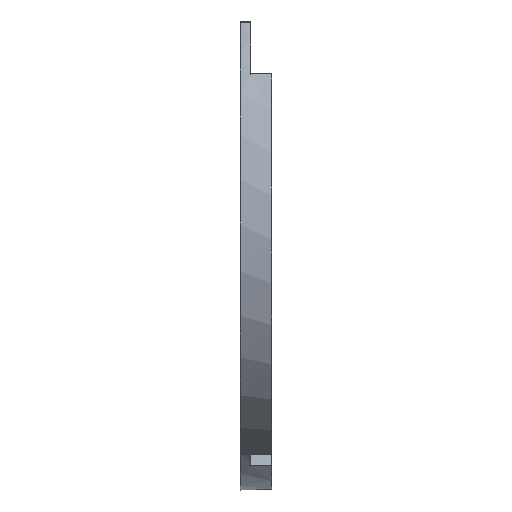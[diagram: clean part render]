
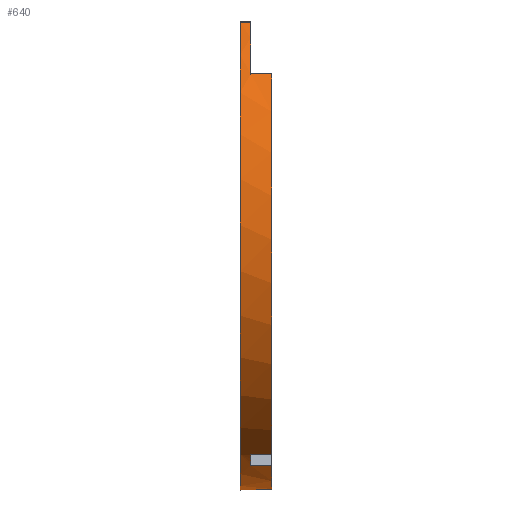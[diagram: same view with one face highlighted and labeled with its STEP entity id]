
A CAD part, left-side view. The second image highlights one B-rep face of the part: STEP entity #640.
In plain terms, the highlighted cylindrical face has radius 25.1 mm (diameter 50.2 mm), a partial arc.
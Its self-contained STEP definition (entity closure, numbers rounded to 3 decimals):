
#71=FACE_OUTER_BOUND('',#105,.T.);
#105=EDGE_LOOP('',(#557,#558,#559,#560,#561,#562,#563,#564,#565,#566,#567,
#568,#569,#570,#571,#572));
#124=LINE('',#966,#183);
#126=LINE('',#972,#185);
#135=LINE('',#1010,#194);
#140=LINE('',#1019,#199);
#141=LINE('',#1025,#200);
#146=LINE('',#1034,#205);
#166=LINE('',#1089,#225);
#167=LINE('',#1093,#226);
#183=VECTOR('',#770,10.);
#185=VECTOR('',#774,10.);
#194=VECTOR('',#813,10.);
#199=VECTOR('',#820,10.);
#200=VECTOR('',#829,10.);
#205=VECTOR('',#836,10.);
#225=VECTOR('',#896,10.);
#226=VECTOR('',#901,10.);
#239=CIRCLE('',#671,25.1);
#242=CIRCLE('',#678,25.1);
#245=CIRCLE('',#682,25.1);
#248=CIRCLE('',#686,25.1);
#250=CIRCLE('',#689,25.1);
#253=CIRCLE('',#695,25.1);
#254=CIRCLE('',#699,25.1);
#264=CIRCLE('',#719,25.1);
#277=VERTEX_POINT('',#946);
#278=VERTEX_POINT('',#948);
#283=VERTEX_POINT('',#960);
#285=VERTEX_POINT('',#964);
#286=VERTEX_POINT('',#968);
#288=VERTEX_POINT('',#971);
#291=VERTEX_POINT('',#982);
#296=VERTEX_POINT('',#993);
#297=VERTEX_POINT('',#995);
#300=VERTEX_POINT('',#1003);
#302=VERTEX_POINT('',#1009);
#305=VERTEX_POINT('',#1017);
#306=VERTEX_POINT('',#1024);
#309=VERTEX_POINT('',#1032);
#324=VERTEX_POINT('',#1087);
#325=VERTEX_POINT('',#1091);
#340=EDGE_CURVE('',#278,#277,#239,.T.);
#348=EDGE_CURVE('',#283,#285,#124,.T.);
#350=EDGE_CURVE('',#286,#288,#126,.T.);
#353=EDGE_CURVE('',#288,#285,#242,.T.);
#357=EDGE_CURVE('',#286,#291,#245,.T.);
#362=EDGE_CURVE('',#297,#296,#248,.T.);
#366=EDGE_CURVE('',#300,#283,#250,.T.);
#369=EDGE_CURVE('',#300,#302,#135,.T.);
#374=EDGE_CURVE('',#296,#305,#140,.T.);
#376=EDGE_CURVE('',#302,#305,#253,.T.);
#377=EDGE_CURVE('',#278,#306,#141,.T.);
#382=EDGE_CURVE('',#291,#309,#146,.T.);
#383=EDGE_CURVE('',#306,#309,#254,.T.);
#412=EDGE_CURVE('',#277,#324,#166,.T.);
#413=EDGE_CURVE('',#325,#324,#264,.T.);
#414=EDGE_CURVE('',#297,#325,#167,.T.);
#557=ORIENTED_EDGE('',*,*,#362,.T.);
#558=ORIENTED_EDGE('',*,*,#374,.T.);
#559=ORIENTED_EDGE('',*,*,#376,.F.);
#560=ORIENTED_EDGE('',*,*,#369,.F.);
#561=ORIENTED_EDGE('',*,*,#366,.T.);
#562=ORIENTED_EDGE('',*,*,#348,.T.);
#563=ORIENTED_EDGE('',*,*,#353,.F.);
#564=ORIENTED_EDGE('',*,*,#350,.F.);
#565=ORIENTED_EDGE('',*,*,#357,.T.);
#566=ORIENTED_EDGE('',*,*,#382,.T.);
#567=ORIENTED_EDGE('',*,*,#383,.F.);
#568=ORIENTED_EDGE('',*,*,#377,.F.);
#569=ORIENTED_EDGE('',*,*,#340,.T.);
#570=ORIENTED_EDGE('',*,*,#412,.T.);
#571=ORIENTED_EDGE('',*,*,#413,.F.);
#572=ORIENTED_EDGE('',*,*,#414,.F.);
#612=CYLINDRICAL_SURFACE('',#718,25.1);
#640=ADVANCED_FACE('',(#71),#612,.T.);
#671=AXIS2_PLACEMENT_3D('',#949,#755,#756);
#678=AXIS2_PLACEMENT_3D('',#977,#779,#780);
#682=AXIS2_PLACEMENT_3D('',#984,#788,#789);
#686=AXIS2_PLACEMENT_3D('',#996,#798,#799);
#689=AXIS2_PLACEMENT_3D('',#1004,#806,#807);
#695=AXIS2_PLACEMENT_3D('',#1022,#825,#826);
#699=AXIS2_PLACEMENT_3D('',#1036,#839,#840);
#718=AXIS2_PLACEMENT_3D('',#1090,#897,#898);
#719=AXIS2_PLACEMENT_3D('',#1092,#899,#900);
#755=DIRECTION('center_axis',(0.,1.,0.));
#756=DIRECTION('ref_axis',(1.,0.,0.));
#770=DIRECTION('',(0.,-1.,0.));
#774=DIRECTION('',(0.,-1.,0.));
#779=DIRECTION('center_axis',(0.,-1.,0.));
#780=DIRECTION('ref_axis',(1.,0.,0.));
#788=DIRECTION('center_axis',(0.,1.,0.));
#789=DIRECTION('ref_axis',(1.,0.,0.));
#798=DIRECTION('center_axis',(0.,1.,0.));
#799=DIRECTION('ref_axis',(1.,0.,0.));
#806=DIRECTION('center_axis',(0.,1.,0.));
#807=DIRECTION('ref_axis',(1.,0.,0.));
#813=DIRECTION('',(0.,-1.,0.));
#820=DIRECTION('',(0.,-1.,0.));
#825=DIRECTION('center_axis',(0.,-1.,0.));
#826=DIRECTION('ref_axis',(1.,0.,0.));
#829=DIRECTION('',(0.,-1.,0.));
#836=DIRECTION('',(0.,-1.,0.));
#839=DIRECTION('center_axis',(0.,-1.,0.));
#840=DIRECTION('ref_axis',(1.,0.,0.));
#896=DIRECTION('',(0.,1.,0.));
#897=DIRECTION('center_axis',(0.,1.,0.));
#898=DIRECTION('ref_axis',(0.,0.,-1.));
#899=DIRECTION('center_axis',(0.,1.,0.));
#900=DIRECTION('ref_axis',(1.,0.,0.));
#901=DIRECTION('',(0.,1.,0.));
#946=CARTESIAN_POINT('',(-16.134,0.,19.228));
#948=CARTESIAN_POINT('',(-20.618,0.,14.315));
#949=CARTESIAN_POINT('Origin',(0.,0.,0.));
#960=CARTESIAN_POINT('',(10.517,0.,-22.79));
#964=CARTESIAN_POINT('',(10.517,-2.,-22.79));
#966=CARTESIAN_POINT('',(10.517,0.,-22.79));
#968=CARTESIAN_POINT('',(-10.517,0.,-22.79));
#971=CARTESIAN_POINT('',(-10.517,-2.,-22.79));
#972=CARTESIAN_POINT('',(-10.517,0.,-22.79));
#977=CARTESIAN_POINT('Origin',(0.,-2.,0.));
#982=CARTESIAN_POINT('',(-12.474,0.,-21.781));
#984=CARTESIAN_POINT('Origin',(0.,0.,0.));
#993=CARTESIAN_POINT('',(20.618,0.,14.315));
#995=CARTESIAN_POINT('',(16.134,0.,19.228));
#996=CARTESIAN_POINT('Origin',(0.,0.,0.));
#1003=CARTESIAN_POINT('',(12.474,0.,-21.781));
#1004=CARTESIAN_POINT('Origin',(0.,0.,0.));
#1009=CARTESIAN_POINT('',(12.474,-2.,-21.781));
#1010=CARTESIAN_POINT('',(12.474,0.,-21.781));
#1017=CARTESIAN_POINT('',(20.618,-2.,14.315));
#1019=CARTESIAN_POINT('',(20.618,0.,14.315));
#1022=CARTESIAN_POINT('Origin',(0.,-2.,0.));
#1024=CARTESIAN_POINT('',(-20.618,-2.,14.315));
#1025=CARTESIAN_POINT('',(-20.618,0.,14.315));
#1032=CARTESIAN_POINT('',(-12.474,-2.,-21.781));
#1034=CARTESIAN_POINT('',(-12.474,0.,-21.781));
#1036=CARTESIAN_POINT('Origin',(0.,-2.,0.));
#1087=CARTESIAN_POINT('',(-16.134,1.,19.228));
#1089=CARTESIAN_POINT('',(-16.134,0.,19.228));
#1090=CARTESIAN_POINT('Origin',(0.,0.,0.));
#1091=CARTESIAN_POINT('',(16.134,1.,19.228));
#1092=CARTESIAN_POINT('Origin',(0.,1.,0.));
#1093=CARTESIAN_POINT('',(16.134,0.,19.228));
